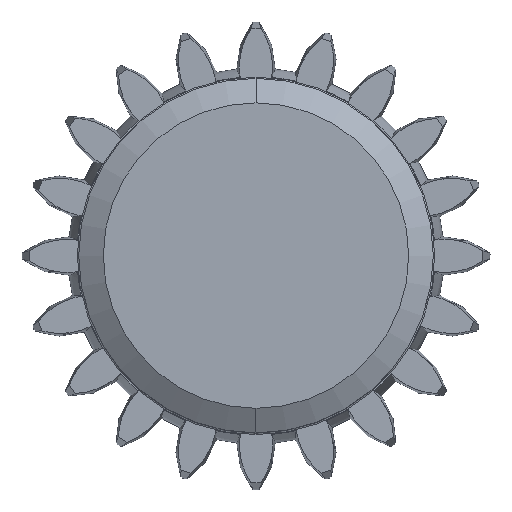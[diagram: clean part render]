
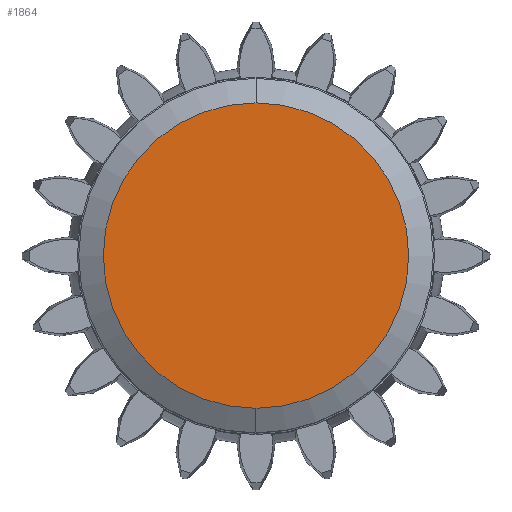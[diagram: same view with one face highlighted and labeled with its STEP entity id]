
A CAD part, top view. The second image highlights one B-rep face of the part: STEP entity #1864.
In plain terms, the highlighted planar face has unit normal (0, 0, 1).
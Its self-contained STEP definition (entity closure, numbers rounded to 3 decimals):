
#11=CARTESIAN_POINT('',(0.,0.,16.));
#12=DIRECTION('',(0.,0.,1.));
#13=DIRECTION('',(0.,1.,0.));
#14=AXIS2_PLACEMENT_3D('',#11,#12,#13);
#29=CARTESIAN_POINT('',(0.,0.,16.));
#30=DIRECTION('',(0.,0.,-1.));
#31=DIRECTION('',(0.,1.,0.));
#32=AXIS2_PLACEMENT_3D('',#29,#30,#31);
#1777=CARTESIAN_POINT('',(0.,10.768,16.));
#1778=CARTESIAN_POINT('',(0.,-10.768,16.));
#1779=VERTEX_POINT('',#1777);
#1780=VERTEX_POINT('',#1778);
#1854=CARTESIAN_POINT('',(0.,0.,16.));
#1855=DIRECTION('',(0.,0.,-1.));
#1856=DIRECTION('',(0.,-1.,0.));
#1857=AXIS2_PLACEMENT_3D('',#1854,#1855,#1856);
#1858=PLANE('',#1857);
#1859=ORIENTED_EDGE('',*,*,#1844,.F.);
#1861=ORIENTED_EDGE('',*,*,#1860,.T.);
#1862=EDGE_LOOP('',(#1859,#1861));
#1863=FACE_OUTER_BOUND('',#1862,.F.);
#1864=ADVANCED_FACE('',(#1863),#1858,.F.);
#15=CIRCLE('',#14,10.768);
#33=CIRCLE('',#32,10.768);
#1844=EDGE_CURVE('',#1779,#1780,#15,.T.);
#1860=EDGE_CURVE('',#1779,#1780,#33,.T.);
